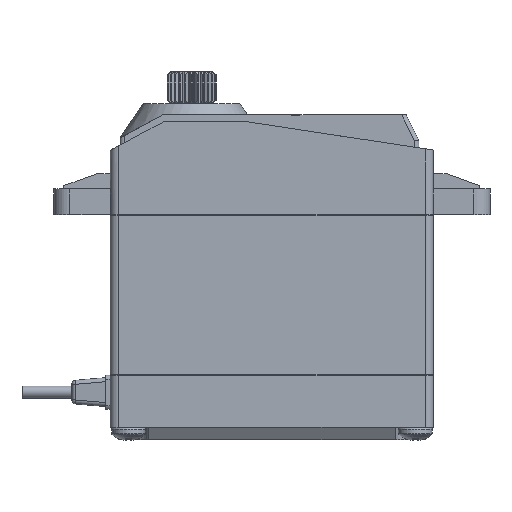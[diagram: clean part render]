
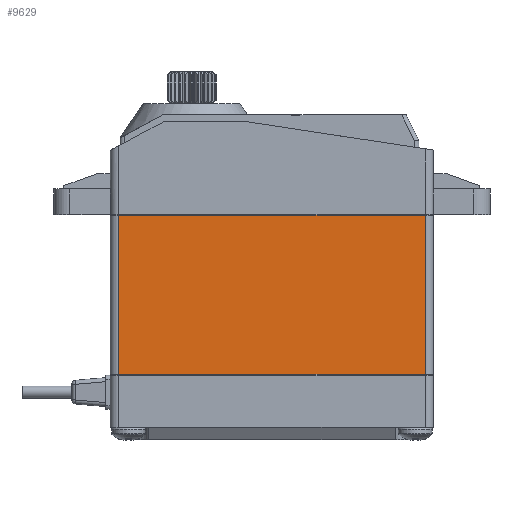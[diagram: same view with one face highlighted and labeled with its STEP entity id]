
A CAD part, front view. The second image highlights one B-rep face of the part: STEP entity #9629.
In plain terms, the highlighted planar face has unit normal (0, -1, 0).
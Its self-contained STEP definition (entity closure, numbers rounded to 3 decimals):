
#488 = CARTESIAN_POINT ( 'NONE',  ( -9.1, -10.2, -37.7 ) ) ;
#1233 = DIRECTION ( 'NONE',  ( 0., -1., 0. ) ) ;
#1439 = CARTESIAN_POINT ( 'NONE',  ( 29.1, -10.2, -82.88 ) ) ;
#2499 = DIRECTION ( 'NONE',  ( 1., 0., 0. ) ) ;
#3615 = CARTESIAN_POINT ( 'NONE',  ( 29.1, -10.2, -17.9 ) ) ;
#4696 = EDGE_CURVE ( 'NONE', #17875, #14792, #10142, .T. ) ;
#5533 = CARTESIAN_POINT ( 'NONE',  ( 29.1, -10.2, -37.7 ) ) ;
#7302 = ORIENTED_EDGE ( 'NONE', *, *, #4696, .F. ) ;
#7418 = VECTOR ( 'NONE', #12672, 1000. ) ;
#8018 = LINE ( 'NONE', #19051, #19140 ) ;
#8737 = EDGE_CURVE ( 'NONE', #12307, #14792, #16091, .T. ) ;
#9573 = ORIENTED_EDGE ( 'NONE', *, *, #21946, .F. ) ;
#9629 = ADVANCED_FACE ( 'NONE', ( #18018 ), #10168, .T. ) ;
#9675 = LINE ( 'NONE', #488, #7418 ) ;
#10142 = LINE ( 'NONE', #11716, #13755 ) ;
#10168 = PLANE ( 'NONE',  #14480 ) ;
#11716 = CARTESIAN_POINT ( 'NONE',  ( -9.1, -10.2, -17.9 ) ) ;
#11887 = EDGE_LOOP ( 'NONE', ( #9573, #16433, #7302, #17340 ) ) ;
#11953 = CARTESIAN_POINT ( 'NONE',  ( -9.1, -10.2, -82.88 ) ) ;
#12307 = VERTEX_POINT ( 'NONE', #5533 ) ;
#12672 = DIRECTION ( 'NONE',  ( -1., 0., 0. ) ) ;
#13565 = DIRECTION ( 'NONE',  ( 0., 0., 1. ) ) ;
#13755 = VECTOR ( 'NONE', #2499, 1000. ) ;
#14480 = AXIS2_PLACEMENT_3D ( 'NONE', #11953, #1233, #15513 ) ;
#14792 = VERTEX_POINT ( 'NONE', #3615 ) ;
#15170 = EDGE_CURVE ( 'NONE', #15743, #17875, #8018, .T. ) ;
#15513 = DIRECTION ( 'NONE',  ( 0., 0., -1. ) ) ;
#15743 = VERTEX_POINT ( 'NONE', #20881 ) ;
#16091 = LINE ( 'NONE', #1439, #17473 ) ;
#16433 = ORIENTED_EDGE ( 'NONE', *, *, #8737, .T. ) ;
#17182 = DIRECTION ( 'NONE',  ( 0., 0., 1. ) ) ;
#17340 = ORIENTED_EDGE ( 'NONE', *, *, #15170, .F. ) ;
#17473 = VECTOR ( 'NONE', #17182, 1000. ) ;
#17875 = VERTEX_POINT ( 'NONE', #18653 ) ;
#18018 = FACE_OUTER_BOUND ( 'NONE', #11887, .T. ) ;
#18653 = CARTESIAN_POINT ( 'NONE',  ( -9.1, -10.2, -17.9 ) ) ;
#19051 = CARTESIAN_POINT ( 'NONE',  ( -9.1, -10.2, -82.88 ) ) ;
#19140 = VECTOR ( 'NONE', #13565, 1000. ) ;
#20881 = CARTESIAN_POINT ( 'NONE',  ( -9.1, -10.2, -37.7 ) ) ;
#21946 = EDGE_CURVE ( 'NONE', #12307, #15743, #9675, .T. ) ;
